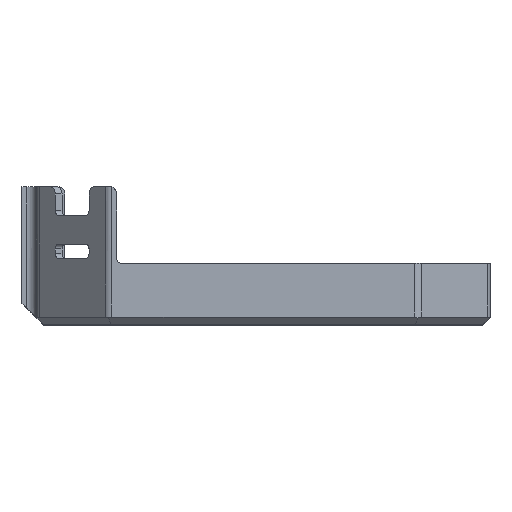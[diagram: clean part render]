
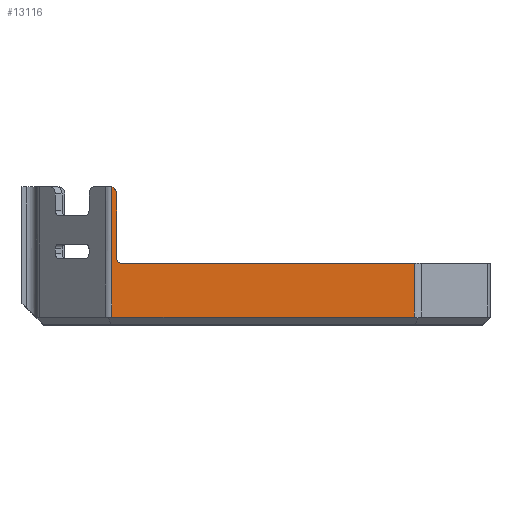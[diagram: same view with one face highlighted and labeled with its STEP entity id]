
A CAD part, top view. The second image highlights one B-rep face of the part: STEP entity #13116.
In plain terms, the highlighted planar face has unit normal (0, 0, 1).
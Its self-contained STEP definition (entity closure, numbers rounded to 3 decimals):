
#259 = CARTESIAN_POINT ( 'NONE',  ( 16.8, 13.8, 0. ) ) ;
#374 = EDGE_CURVE ( 'NONE', #8819, #11112, #5151, .T. ) ;
#433 = LINE ( 'NONE', #2932, #11261 ) ;
#759 = ORIENTED_EDGE ( 'NONE', *, *, #12227, .T. ) ;
#788 = EDGE_CURVE ( 'NONE', #4995, #5098, #433, .T. ) ;
#797 = CARTESIAN_POINT ( 'NONE',  ( 79.172, 12.8, 0. ) ) ;
#964 = EDGE_CURVE ( 'NONE', #5098, #12991, #1882, .T. ) ;
#967 = CARTESIAN_POINT ( 'NONE',  ( 16.8, 28.8, 0. ) ) ;
#1033 = EDGE_CURVE ( 'NONE', #12711, #11112, #5524, .T. ) ;
#1404 = VECTOR ( 'NONE', #7062, 1000. ) ;
#1882 = LINE ( 'NONE', #5620, #6633 ) ;
#1956 = DIRECTION ( 'NONE',  ( 0., -1., 0. ) ) ;
#2143 = CARTESIAN_POINT ( 'NONE',  ( 15., 12.8, 0. ) ) ;
#2292 = DIRECTION ( 'NONE',  ( -1., 0., 0. ) ) ;
#2464 = CARTESIAN_POINT ( 'NONE',  ( 79.172, 1.5, 0. ) ) ;
#2470 = DIRECTION ( 'NONE',  ( 1., 0., 0. ) ) ;
#2693 = VERTEX_POINT ( 'NONE', #9010 ) ;
#2881 = CARTESIAN_POINT ( 'NONE',  ( 15.828, 28.704, 0. ) ) ;
#2932 = CARTESIAN_POINT ( 'NONE',  ( 15.828, 1.5, 0. ) ) ;
#3312 = PLANE ( 'NONE',  #8286 ) ;
#3319 = CARTESIAN_POINT ( 'NONE',  ( 15.828, 1.5, 0. ) ) ;
#3836 = CARTESIAN_POINT ( 'NONE',  ( 17.8, 12.8, 0. ) ) ;
#4063 = EDGE_CURVE ( 'NONE', #8819, #2693, #12747, .T. ) ;
#4276 = ORIENTED_EDGE ( 'NONE', *, *, #4063, .F. ) ;
#4500 = DIRECTION ( 'NONE',  ( 0., 0., 1. ) ) ;
#4995 = VERTEX_POINT ( 'NONE', #2881 ) ;
#5098 = VERTEX_POINT ( 'NONE', #3319 ) ;
#5151 = CIRCLE ( 'NONE', #11738, 1. ) ;
#5524 = LINE ( 'NONE', #967, #1404 ) ;
#5620 = CARTESIAN_POINT ( 'NONE',  ( 80., 1.5, 0. ) ) ;
#5813 = ORIENTED_EDGE ( 'NONE', *, *, #1033, .F. ) ;
#5873 = CARTESIAN_POINT ( 'NONE',  ( 16.8, 27.3, 0. ) ) ;
#5910 = DIRECTION ( 'NONE',  ( -1., 0., 0. ) ) ;
#6625 = LINE ( 'NONE', #797, #12414 ) ;
#6633 = VECTOR ( 'NONE', #9264, 1000. ) ;
#7062 = DIRECTION ( 'NONE',  ( 0., -1., 0. ) ) ;
#7190 = CIRCLE ( 'NONE', #11160, 1.5 ) ;
#8179 = CARTESIAN_POINT ( 'NONE',  ( 15.3, 27.3, 0. ) ) ;
#8212 = EDGE_LOOP ( 'NONE', ( #5813, #759, #12375, #9394, #10039, #4276, #8287 ) ) ;
#8286 = AXIS2_PLACEMENT_3D ( 'NONE', #9396, #10399, #2292 ) ;
#8287 = ORIENTED_EDGE ( 'NONE', *, *, #374, .T. ) ;
#8819 = VERTEX_POINT ( 'NONE', #3836 ) ;
#8935 = DIRECTION ( 'NONE',  ( -1., 0., 0. ) ) ;
#9010 = CARTESIAN_POINT ( 'NONE',  ( 79.172, 12.8, 0. ) ) ;
#9264 = DIRECTION ( 'NONE',  ( 1., 0., 0. ) ) ;
#9394 = ORIENTED_EDGE ( 'NONE', *, *, #964, .T. ) ;
#9396 = CARTESIAN_POINT ( 'NONE',  ( 0., 2.8, 0. ) ) ;
#9546 = FACE_OUTER_BOUND ( 'NONE', #8212, .T. ) ;
#10039 = ORIENTED_EDGE ( 'NONE', *, *, #11968, .T. ) ;
#10399 = DIRECTION ( 'NONE',  ( 0., 0., -1. ) ) ;
#10583 = VECTOR ( 'NONE', #2470, 1000. ) ;
#10789 = DIRECTION ( 'NONE',  ( 0., 0., -1. ) ) ;
#11112 = VERTEX_POINT ( 'NONE', #259 ) ;
#11160 = AXIS2_PLACEMENT_3D ( 'NONE', #8179, #4500, #8935 ) ;
#11261 = VECTOR ( 'NONE', #1956, 1000. ) ;
#11738 = AXIS2_PLACEMENT_3D ( 'NONE', #12668, #10789, #5910 ) ;
#11968 = EDGE_CURVE ( 'NONE', #12991, #2693, #6625, .T. ) ;
#12227 = EDGE_CURVE ( 'NONE', #12711, #4995, #7190, .T. ) ;
#12375 = ORIENTED_EDGE ( 'NONE', *, *, #788, .T. ) ;
#12414 = VECTOR ( 'NONE', #13107, 1000. ) ;
#12668 = CARTESIAN_POINT ( 'NONE',  ( 17.8, 13.8, 0. ) ) ;
#12711 = VERTEX_POINT ( 'NONE', #5873 ) ;
#12747 = LINE ( 'NONE', #2143, #10583 ) ;
#12991 = VERTEX_POINT ( 'NONE', #2464 ) ;
#13107 = DIRECTION ( 'NONE',  ( 0., 1., 0. ) ) ;
#13116 = ADVANCED_FACE ( 'NONE', ( #9546 ), #3312, .F. ) ;
